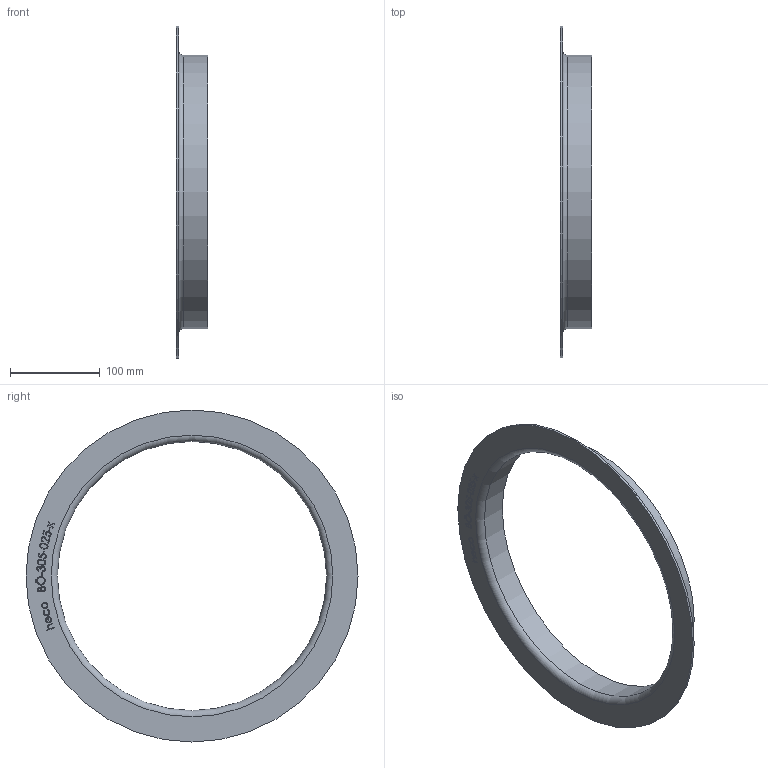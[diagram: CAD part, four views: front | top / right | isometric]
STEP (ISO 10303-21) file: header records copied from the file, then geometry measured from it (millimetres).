
FILE_DESCRIPTION (( 'STEP AP214' ), '1' );
FILE_NAME ('BÖ-305-025-x Vorschweissbördel 2012.STEP', '2020-12-04T11:57:47', ( '' ), ( '' ), 'SwSTEP 2.0', 'SolidWorks 2019', '' );
FILE_SCHEMA (( 'AUTOMOTIVE_DESIGN' ));
Length unit declared in the file: millimetre
Products named in the file (1): BÖ-305-025-x Vorschweissbördel 2012
Bounding box: 35 x 370 x 370 mm (x, y, z)
Volume: 164458 mm3; surface area: 135870.3 mm2
Topology: 1 solids, 1 shells, 214 faces, 556 edges, 370 vertices
Faces by surface type: bspline 114, plane 95, cylinder 3, torus 2
Full cylindrical faces by diameter (mm): 300 x1, 305 x1, 370 x1
Entity records: 15194 total; most frequent: CARTESIAN_POINT 8514, ORIENTED_EDGE 1102, EDGE_CURVE 551, DIRECTION 533, VERTEX_POINT 370, LINE 315, VECTOR 315, EDGE_LOOP 247
